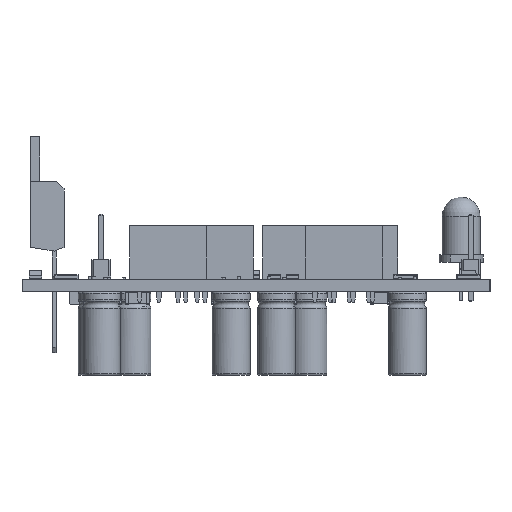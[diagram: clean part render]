
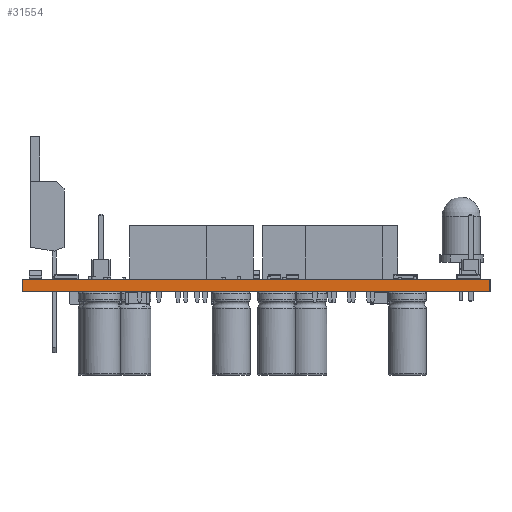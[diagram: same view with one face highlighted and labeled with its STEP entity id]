
A CAD part, left-side view. The second image highlights one B-rep face of the part: STEP entity #31554.
In plain terms, the highlighted planar face has unit normal (-1, 0, 0).
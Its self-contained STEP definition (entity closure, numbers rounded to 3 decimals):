
#31498 = VERTEX_POINT('',#31499);
#31499 = CARTESIAN_POINT('',(201.676,-120.904,1.6));
#31505 = EDGE_CURVE('',#31506,#31498,#31508,.T.);
#31506 = VERTEX_POINT('',#31507);
#31507 = CARTESIAN_POINT('',(201.676,-120.904,0.));
#31508 = LINE('',#31509,#31510);
#31509 = CARTESIAN_POINT('',(201.676,-120.904,0.));
#31510 = VECTOR('',#31511,1.);
#31511 = DIRECTION('',(0.,0.,1.));
#31554 = ADVANCED_FACE('',(#31555),#31580,.T.);
#31555 = FACE_BOUND('',#31556,.T.);
#31556 = EDGE_LOOP('',(#31557,#31558,#31566,#31574));
#31557 = ORIENTED_EDGE('',*,*,#31505,.T.);
#31558 = ORIENTED_EDGE('',*,*,#31559,.T.);
#31559 = EDGE_CURVE('',#31498,#31560,#31562,.T.);
#31560 = VERTEX_POINT('',#31561);
#31561 = CARTESIAN_POINT('',(201.676,-59.182,1.6));
#31562 = LINE('',#31563,#31564);
#31563 = CARTESIAN_POINT('',(201.676,-120.904,1.6));
#31564 = VECTOR('',#31565,1.);
#31565 = DIRECTION('',(0.,1.,0.));
#31566 = ORIENTED_EDGE('',*,*,#31567,.F.);
#31567 = EDGE_CURVE('',#31568,#31560,#31570,.T.);
#31568 = VERTEX_POINT('',#31569);
#31569 = CARTESIAN_POINT('',(201.676,-59.182,0.));
#31570 = LINE('',#31571,#31572);
#31571 = CARTESIAN_POINT('',(201.676,-59.182,0.));
#31572 = VECTOR('',#31573,1.);
#31573 = DIRECTION('',(0.,0.,1.));
#31574 = ORIENTED_EDGE('',*,*,#31575,.F.);
#31575 = EDGE_CURVE('',#31506,#31568,#31576,.T.);
#31576 = LINE('',#31577,#31578);
#31577 = CARTESIAN_POINT('',(201.676,-120.904,0.));
#31578 = VECTOR('',#31579,1.);
#31579 = DIRECTION('',(0.,1.,0.));
#31580 = PLANE('',#31581);
#31581 = AXIS2_PLACEMENT_3D('',#31582,#31583,#31584);
#31582 = CARTESIAN_POINT('',(201.676,-120.904,0.));
#31583 = DIRECTION('',(-1.,0.,0.));
#31584 = DIRECTION('',(0.,1.,0.));
